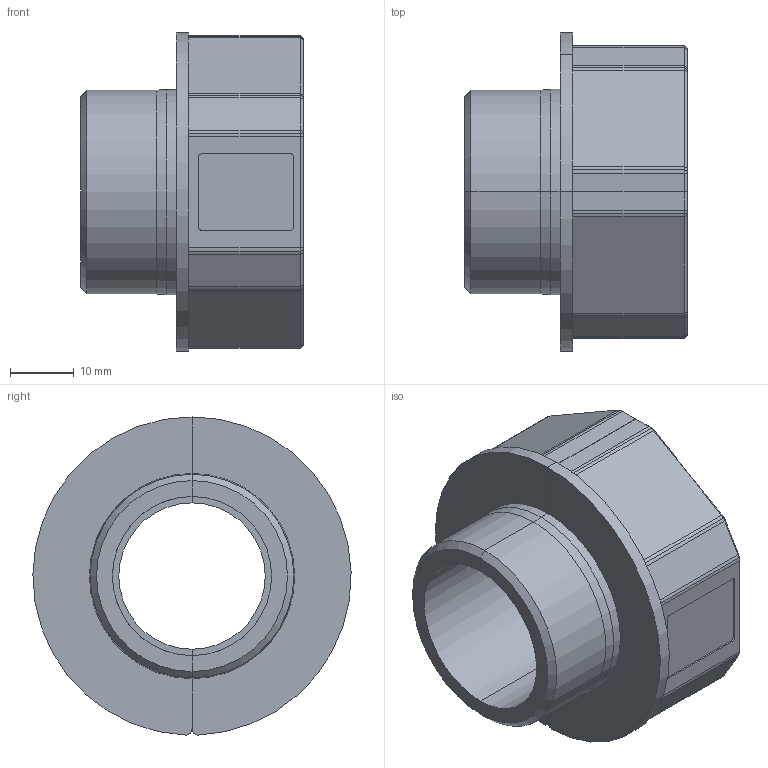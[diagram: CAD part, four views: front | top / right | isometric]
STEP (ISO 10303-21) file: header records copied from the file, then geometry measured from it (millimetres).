
FILE_DESCRIPTION (( 'STEP AP203' ), '1' );
FILE_NAME ('568620.step', '2020-12-17T18:35:02', ( '' ), ( '' ), 'SwSTEP 2.0', 'SolidWorks 2019', '' );
FILE_SCHEMA (( 'CONFIG_CONTROL_DESIGN' ));
Length unit declared in the file: millimetre
Products named in the file (1): 568620
Bounding box: 35 x 49.99 x 49.98 mm (x, y, z)
Volume: 29918.3 mm3; surface area: 11771.8 mm2
Topology: 2 solids, 2 shells, 169 faces, 450 edges, 287 vertices
Faces by surface type: cylinder 70, plane 66, cone 31, torus 2
Entity records: 5345 total; most frequent: DIRECTION 950, CARTESIAN_POINT 950, ORIENTED_EDGE 900, EDGE_CURVE 450, AXIS2_PLACEMENT_3D 345, VERTEX_POINT 287, LINE 260, VECTOR 260
